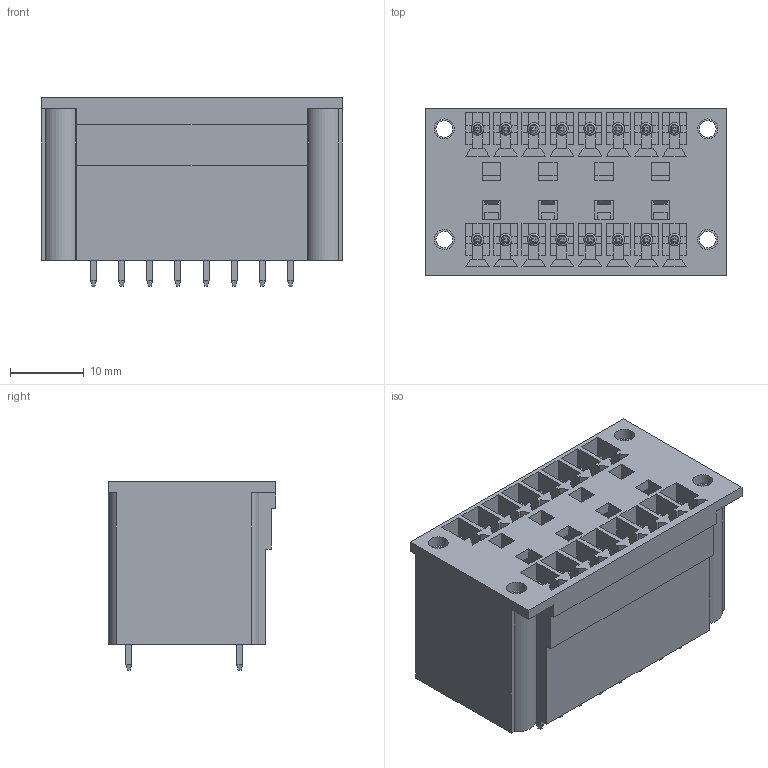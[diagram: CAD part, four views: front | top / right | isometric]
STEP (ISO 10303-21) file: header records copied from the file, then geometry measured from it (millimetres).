
FILE_DESCRIPTION( ( 'Unknown' ), '1' );
FILE_NAME( '691330300016.stp', 'Unknown', ( 'Unknown' ), ( 'Unknown' ), 'PSStep 14.0', 'Unknown', ' ' );
FILE_SCHEMA( ( 'AUTOMOTIVE_DESIGN { 1 0 10303 214 1 1 1 1 }' ) );
Length unit declared in the file: millimetre
Products named in the file (5): Assem1; 6913293000xx_PIN; 6913293000xx_INSERT; 691329300016; 691329300016_CAPOT
Assembly tree (22 placements, depth 2):
  Assem1
    6913293000xx_PIN  x16
    6913293000xx_INSERT  x4
    691329300016
    691329300016_CAPOT
Bounding box: 40.87 x 22.7 x 25.5 mm (x, y, z)
Volume: 7710.3 mm3; surface area: 19522 mm2
Topology: 22 solids, 22 shells, 1422 faces, 3776 edges, 2404 vertices
Faces by surface type: plane 1370, cylinder 28, torus 24
Full cylindrical faces by diameter (mm): 1.68 x16, 2.25 x4, 2.7 x4
Entity records: 46492 total; most frequent: CARTESIAN_POINT 6776, ORIENTED_EDGE 6448, DIRECTION 5732, EDGE_CURVE 3224, LINE 3096, VECTOR 3096, VERTEX_POINT 2098, AXIS2_PLACEMENT_3D 1318
